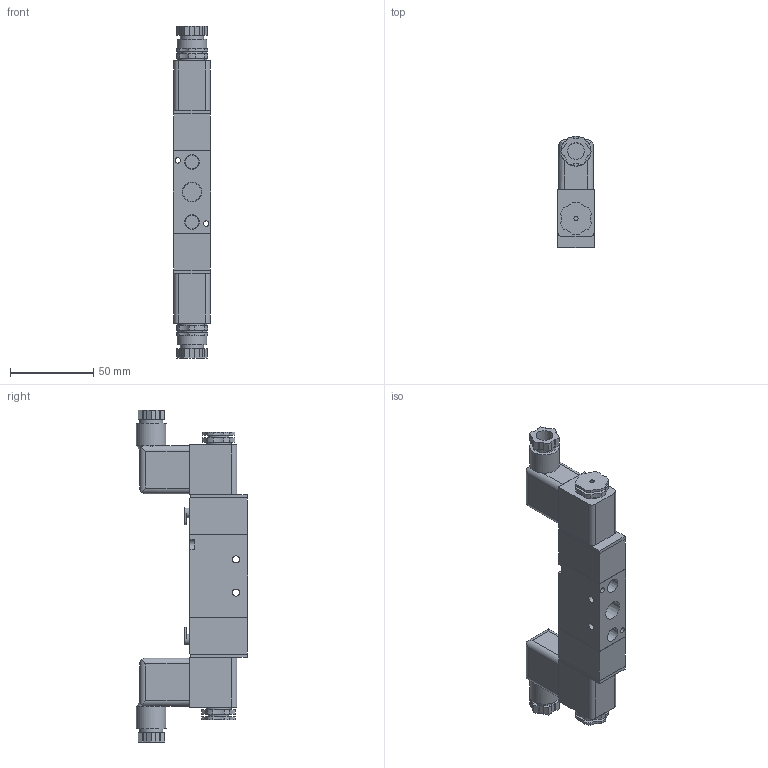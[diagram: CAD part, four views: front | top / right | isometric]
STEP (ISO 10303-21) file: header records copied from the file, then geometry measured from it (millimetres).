
FILE_DESCRIPTION(/* description */ ('STEP AP203'),/* implementation_level */ '2;1');
FILE_NAME(/* name */ 'MVSC-220-4E2-DC24-G',/* time_stamp */ '2024-05-27T11:52:31+02:00',/* author */ ('License CC BY-ND 4.0'),/* organization */ ('CADENAS'),/* preprocessor_version */ 'ST-DEVELOPER v19.3',/* originating_system */ 'PARTsolutions',/* authorisation */ ' ');
FILE_SCHEMA (('CONFIG_CONTROL_DESIGN'));
Length unit declared in the file: millimetre
Products named in the file (1): MVSC-220-4E2-DC24-G
Bounding box: 22.3 x 67 x 200 mm (x, y, z)
Volume: 152494 mm3; surface area: 33525.9 mm2
Topology: 1 solids, 1 shells, 284 faces, 728 edges, 481 vertices
Faces by surface type: plane 183, cylinder 92, cone 7, torus 2
Full cylindrical faces by diameter (mm): 2.5 x2, 3.2 x2, 4.2 x2, 5.6 x2, 6 x2, 7 x2, 10 x2, 14 x2, 15 x2, 18 x2
Entity records: 8496 total; most frequent: CARTESIAN_POINT 1499, DIRECTION 1464, ORIENTED_EDGE 1388, EDGE_CURVE 694, AXIS2_PLACEMENT_3D 491, LINE 482, VECTOR 482, VERTEX_POINT 474
